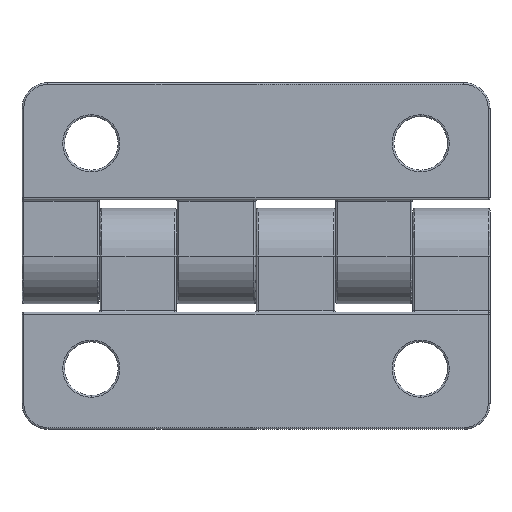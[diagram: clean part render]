
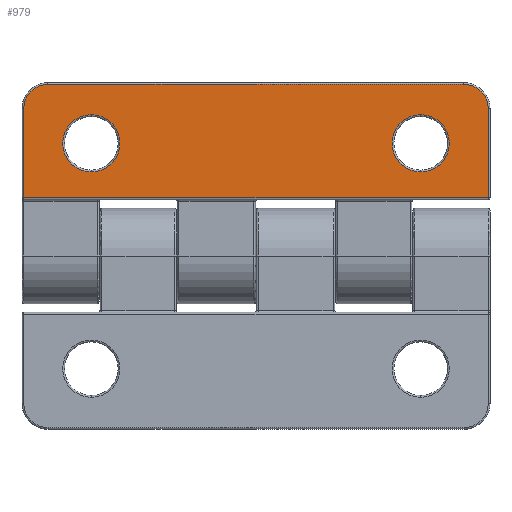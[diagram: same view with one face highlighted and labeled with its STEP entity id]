
A CAD part, front view. The second image highlights one B-rep face of the part: STEP entity #979.
In plain terms, the highlighted planar face has unit normal (0, -1, 0).
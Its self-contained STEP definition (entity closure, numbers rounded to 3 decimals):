
#511 = VERTEX_POINT ( 'NONE', #1827 ) ;
#519 = VERTEX_POINT ( 'NONE', #1817 ) ;
#533 = EDGE_CURVE ( 'NONE', #879, #875, #1902, .T. ) ;
#545 = EDGE_CURVE ( 'NONE', #519, #511, #1880, .T. ) ;
#875 = VERTEX_POINT ( 'NONE', #2606 ) ;
#879 = VERTEX_POINT ( 'NONE', #2605 ) ;
#903 = EDGE_LOOP ( 'NONE', ( #969, #909 ) ) ;
#909 = ORIENTED_EDGE ( 'NONE', *, *, #976, .T. ) ;
#949 = ORIENTED_EDGE ( 'NONE', *, *, #955, .T. ) ;
#950 = ORIENTED_EDGE ( 'NONE', *, *, #966, .T. ) ;
#951 = EDGE_CURVE ( 'NONE', #967, #975, #2723, .T. ) ;
#952 = VERTEX_POINT ( 'NONE', #2685 ) ;
#953 = EDGE_CURVE ( 'NONE', #975, #952, #2718, .T. ) ;
#954 = ORIENTED_EDGE ( 'NONE', *, *, #953, .T. ) ;
#955 = EDGE_CURVE ( 'NONE', #952, #960, #2719, .T. ) ;
#956 = EDGE_LOOP ( 'NONE', ( #962, #963, #950, #965, #954, #949 ) ) ;
#958 = ORIENTED_EDGE ( 'NONE', *, *, #533, .T. ) ;
#959 = EDGE_CURVE ( 'NONE', #960, #961, #2762, .T. ) ;
#960 = VERTEX_POINT ( 'NONE', #2715 ) ;
#961 = VERTEX_POINT ( 'NONE', #2768 ) ;
#962 = ORIENTED_EDGE ( 'NONE', *, *, #959, .T. ) ;
#963 = ORIENTED_EDGE ( 'NONE', *, *, #964, .T. ) ;
#964 = EDGE_CURVE ( 'NONE', #961, #980, #2758, .T. ) ;
#965 = ORIENTED_EDGE ( 'NONE', *, *, #951, .T. ) ;
#966 = EDGE_CURVE ( 'NONE', #980, #967, #2710, .T. ) ;
#967 = VERTEX_POINT ( 'NONE', #2752 ) ;
#969 = ORIENTED_EDGE ( 'NONE', *, *, #545, .T. ) ;
#972 = ORIENTED_EDGE ( 'NONE', *, *, #978, .T. ) ;
#975 = VERTEX_POINT ( 'NONE', #2751 ) ;
#976 = EDGE_CURVE ( 'NONE', #511, #519, #2756, .T. ) ;
#977 = EDGE_LOOP ( 'NONE', ( #958, #972 ) ) ;
#978 = EDGE_CURVE ( 'NONE', #875, #879, #2744, .T. ) ;
#979 = ADVANCED_FACE ( 'NONE', ( #2743, #2737, #2795 ), #2799, .F. ) ;
#980 = VERTEX_POINT ( 'NONE', #2791 ) ;
#1817 = CARTESIAN_POINT ( 'NONE',  ( 46., -6., -9.7 ) ) ;
#1827 = CARTESIAN_POINT ( 'NONE',  ( 46., -6., -16.3 ) ) ;
#1843 = CARTESIAN_POINT ( 'NONE',  ( 8., -6., -13. ) ) ;
#1880 = CIRCLE ( 'NONE', #1927, 3.3 ) ;
#1899 = DIRECTION ( 'NONE',  ( 0., 0., 1. ) ) ;
#1900 = DIRECTION ( 'NONE',  ( 0., 1., 0. ) ) ;
#1901 = AXIS2_PLACEMENT_3D ( 'NONE', #1843, #1900, #1899 ) ;
#1902 = CIRCLE ( 'NONE', #1901, 3.3 ) ;
#1924 = DIRECTION ( 'NONE',  ( 0., 0., 1. ) ) ;
#1925 = DIRECTION ( 'NONE',  ( 0., 1., 0. ) ) ;
#1926 = CARTESIAN_POINT ( 'NONE',  ( 46., -6., -13. ) ) ;
#1927 = AXIS2_PLACEMENT_3D ( 'NONE', #1926, #1925, #1924 ) ;
#2605 = CARTESIAN_POINT ( 'NONE',  ( 8., -6., -9.7 ) ) ;
#2606 = CARTESIAN_POINT ( 'NONE',  ( 8., -6., -16.3 ) ) ;
#2685 = CARTESIAN_POINT ( 'NONE',  ( 0.2, -6., -17. ) ) ;
#2707 = DIRECTION ( 'NONE',  ( 0., 0., 1. ) ) ;
#2709 = CARTESIAN_POINT ( 'NONE',  ( 53.8, -6., -6.5 ) ) ;
#2710 = LINE ( 'NONE', #2709, #2763 ) ;
#2711 = DIRECTION ( 'NONE',  ( 0., -1., 0. ) ) ;
#2712 = DIRECTION ( 'NONE',  ( 0., 0., -1. ) ) ;
#2713 = VECTOR ( 'NONE', #2712, 1000. ) ;
#2714 = CARTESIAN_POINT ( 'NONE',  ( 0.2, -6., -20. ) ) ;
#2715 = CARTESIAN_POINT ( 'NONE',  ( 3., -6., -19.8 ) ) ;
#2716 = DIRECTION ( 'NONE',  ( -1., 0., 0. ) ) ;
#2717 = AXIS2_PLACEMENT_3D ( 'NONE', #2724, #2711, #2707 ) ;
#2718 = LINE ( 'NONE', #2714, #2713 ) ;
#2719 = CIRCLE ( 'NONE', #2717, 2.8 ) ;
#2722 = CARTESIAN_POINT ( 'NONE',  ( 54., -6., -6.7 ) ) ;
#2723 = LINE ( 'NONE', #2722, #2728 ) ;
#2724 = CARTESIAN_POINT ( 'NONE',  ( 3., -6., -17. ) ) ;
#2728 = VECTOR ( 'NONE', #2716, 1000. ) ;
#2737 = FACE_BOUND ( 'NONE', #977, .T. ) ;
#2743 = FACE_BOUND ( 'NONE', #903, .T. ) ;
#2744 = CIRCLE ( 'NONE', #2798, 3.3 ) ;
#2750 = DIRECTION ( 'NONE',  ( 0., 0., 1. ) ) ;
#2751 = CARTESIAN_POINT ( 'NONE',  ( 0.2, -6., -6.7 ) ) ;
#2752 = CARTESIAN_POINT ( 'NONE',  ( 53.8, -6., -6.7 ) ) ;
#2753 = DIRECTION ( 'NONE',  ( 0., 0., 1. ) ) ;
#2754 = DIRECTION ( 'NONE',  ( 0., -1., 0. ) ) ;
#2755 = AXIS2_PLACEMENT_3D ( 'NONE', #2764, #2754, #2753 ) ;
#2756 = CIRCLE ( 'NONE', #2757, 3.3 ) ;
#2757 = AXIS2_PLACEMENT_3D ( 'NONE', #2794, #2793, #2792 ) ;
#2758 = CIRCLE ( 'NONE', #2755, 2.8 ) ;
#2759 = DIRECTION ( 'NONE',  ( 1., 0., 0. ) ) ;
#2760 = VECTOR ( 'NONE', #2759, 1000. ) ;
#2761 = CARTESIAN_POINT ( 'NONE',  ( 54., -6., -19.8 ) ) ;
#2762 = LINE ( 'NONE', #2761, #2760 ) ;
#2763 = VECTOR ( 'NONE', #2750, 1000. ) ;
#2764 = CARTESIAN_POINT ( 'NONE',  ( 51., -6., -17. ) ) ;
#2768 = CARTESIAN_POINT ( 'NONE',  ( 51., -6., -19.8 ) ) ;
#2782 = DIRECTION ( 'NONE',  ( 0., 0., 1. ) ) ;
#2783 = DIRECTION ( 'NONE',  ( 0., 1., 0. ) ) ;
#2786 = DIRECTION ( 'NONE',  ( 0., 0., 1. ) ) ;
#2787 = DIRECTION ( 'NONE',  ( 0., 1., 0. ) ) ;
#2788 = CARTESIAN_POINT ( 'NONE',  ( 8., -6., -13. ) ) ;
#2789 = AXIS2_PLACEMENT_3D ( 'NONE', #2796, #2783, #2782 ) ;
#2791 = CARTESIAN_POINT ( 'NONE',  ( 53.8, -6., -17. ) ) ;
#2792 = DIRECTION ( 'NONE',  ( 0., 0., 1. ) ) ;
#2793 = DIRECTION ( 'NONE',  ( 0., 1., 0. ) ) ;
#2794 = CARTESIAN_POINT ( 'NONE',  ( 46., -6., -13. ) ) ;
#2795 = FACE_OUTER_BOUND ( 'NONE', #956, .T. ) ;
#2796 = CARTESIAN_POINT ( 'NONE',  ( 54., -6., -20. ) ) ;
#2798 = AXIS2_PLACEMENT_3D ( 'NONE', #2788, #2787, #2786 ) ;
#2799 = PLANE ( 'NONE',  #2789 ) ;
